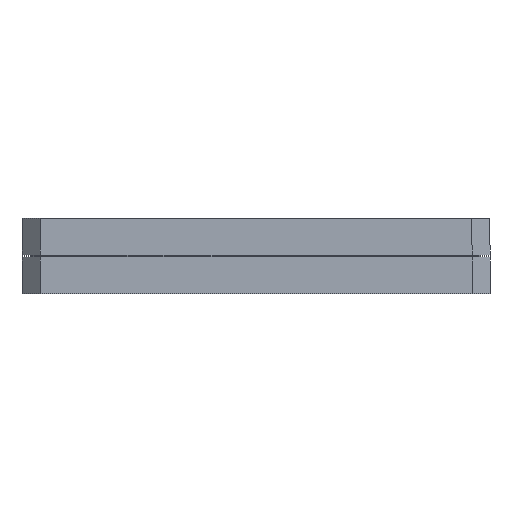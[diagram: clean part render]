
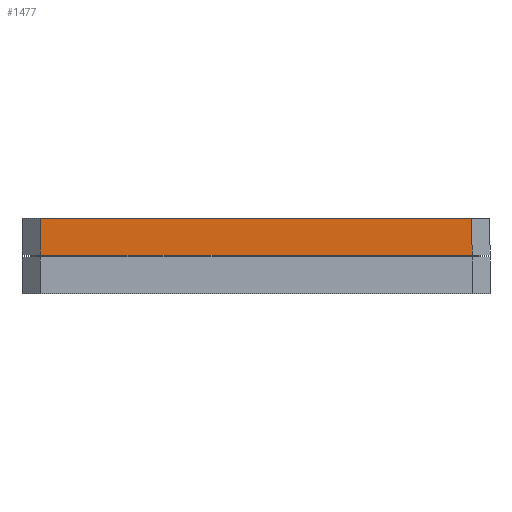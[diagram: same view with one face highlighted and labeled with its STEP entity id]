
A CAD part, front view. The second image highlights one B-rep face of the part: STEP entity #1477.
In plain terms, the highlighted planar face has unit normal (0, -1, 0).
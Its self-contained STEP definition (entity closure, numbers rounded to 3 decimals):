
#25 = VECTOR ( 'NONE', #1464, 1000. ) ;
#204 = LINE ( 'NONE', #996, #1230 ) ;
#280 = CARTESIAN_POINT ( 'NONE',  ( -60., -65., 0. ) ) ;
#371 = ORIENTED_EDGE ( 'NONE', *, *, #1768, .T. ) ;
#386 = CARTESIAN_POINT ( 'NONE',  ( 60., -65., -10.25 ) ) ;
#415 = VERTEX_POINT ( 'NONE', #1821 ) ;
#488 = LINE ( 'NONE', #280, #885 ) ;
#532 = EDGE_CURVE ( 'NONE', #415, #1177, #488, .T. ) ;
#661 = CARTESIAN_POINT ( 'NONE',  ( 60., -65., 0. ) ) ;
#700 = DIRECTION ( 'NONE',  ( 0., -1., 0. ) ) ;
#748 = VECTOR ( 'NONE', #1663, 1000. ) ;
#766 = EDGE_CURVE ( 'NONE', #1177, #1391, #204, .T. ) ;
#775 = CARTESIAN_POINT ( 'NONE',  ( 60., -65., 0. ) ) ;
#780 = ORIENTED_EDGE ( 'NONE', *, *, #839, .T. ) ;
#791 = LINE ( 'NONE', #1609, #25 ) ;
#839 = EDGE_CURVE ( 'NONE', #1249, #415, #791, .T. ) ;
#885 = VECTOR ( 'NONE', #1203, 1000. ) ;
#909 = FACE_OUTER_BOUND ( 'NONE', #1216, .T. ) ;
#996 = CARTESIAN_POINT ( 'NONE',  ( -225., -65., -10.25 ) ) ;
#1136 = LINE ( 'NONE', #775, #748 ) ;
#1147 = DIRECTION ( 'NONE',  ( 1., 0., 0. ) ) ;
#1177 = VERTEX_POINT ( 'NONE', #1233 ) ;
#1203 = DIRECTION ( 'NONE',  ( 0., 0., -1. ) ) ;
#1216 = EDGE_LOOP ( 'NONE', ( #1789, #371, #780, #1365 ) ) ;
#1230 = VECTOR ( 'NONE', #1147, 1000. ) ;
#1233 = CARTESIAN_POINT ( 'NONE',  ( -60., -65., -10.25 ) ) ;
#1249 = VERTEX_POINT ( 'NONE', #661 ) ;
#1288 = PLANE ( 'NONE',  #1603 ) ;
#1365 = ORIENTED_EDGE ( 'NONE', *, *, #532, .T. ) ;
#1391 = VERTEX_POINT ( 'NONE', #386 ) ;
#1464 = DIRECTION ( 'NONE',  ( -1., 0., 0. ) ) ;
#1477 = ADVANCED_FACE ( 'NONE', ( #909 ), #1288, .T. ) ;
#1588 = CARTESIAN_POINT ( 'NONE',  ( 65., -65., 0. ) ) ;
#1603 = AXIS2_PLACEMENT_3D ( 'NONE', #1588, #700, #1739 ) ;
#1609 = CARTESIAN_POINT ( 'NONE',  ( 65., -65., 0. ) ) ;
#1663 = DIRECTION ( 'NONE',  ( 0., 0., 1. ) ) ;
#1739 = DIRECTION ( 'NONE',  ( 0., 0., -1. ) ) ;
#1768 = EDGE_CURVE ( 'NONE', #1391, #1249, #1136, .T. ) ;
#1789 = ORIENTED_EDGE ( 'NONE', *, *, #766, .T. ) ;
#1821 = CARTESIAN_POINT ( 'NONE',  ( -60., -65., 0. ) ) ;
